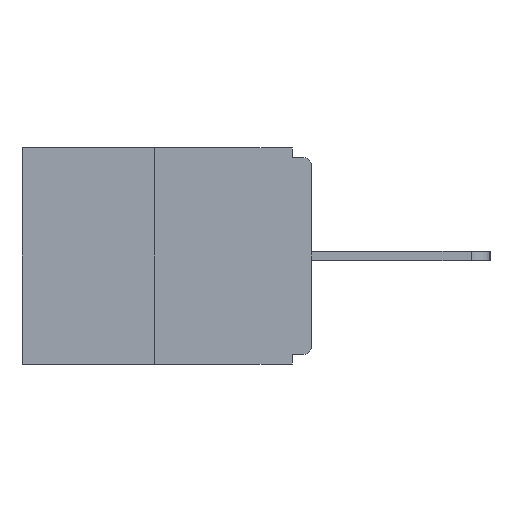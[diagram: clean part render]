
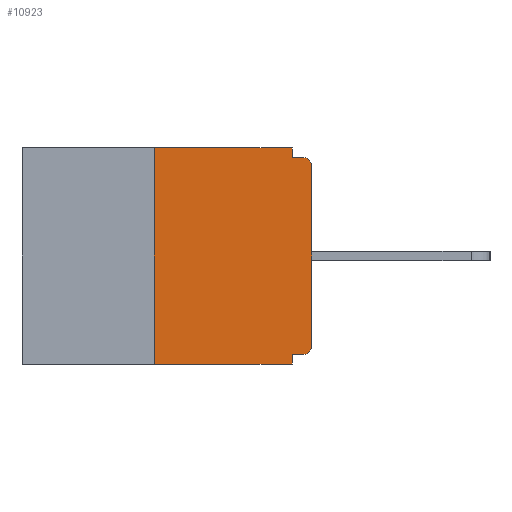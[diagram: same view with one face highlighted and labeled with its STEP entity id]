
A CAD part, left-side view. The second image highlights one B-rep face of the part: STEP entity #10923.
In plain terms, the highlighted planar face has unit normal (-1, 0, 0).
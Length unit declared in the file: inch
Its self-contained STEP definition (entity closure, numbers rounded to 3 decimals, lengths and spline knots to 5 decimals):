
#407 = FACE_OUTER_BOUND ( 'NONE', #13275, .T. ) ;
#561 = VECTOR ( 'NONE', #9747, 39.37008 ) ;
#1228 = VERTEX_POINT ( 'NONE', #21544 ) ;
#1596 = VECTOR ( 'NONE', #6098, 39.37008 ) ;
#1625 = ORIENTED_EDGE ( 'NONE', *, *, #5231, .T. ) ;
#1759 = CARTESIAN_POINT ( 'NONE',  ( 0., 0.015, -0.313 ) ) ;
#1880 = LINE ( 'NONE', #1996, #19517 ) ;
#1886 = DIRECTION ( 'NONE',  ( 0., -1., 0. ) ) ;
#1909 = EDGE_CURVE ( 'NONE', #18675, #1228, #18801, .T. ) ;
#1910 = CARTESIAN_POINT ( 'NONE',  ( 0., 0.031, -0.343 ) ) ;
#1996 = CARTESIAN_POINT ( 'NONE',  ( 0., 0., 0. ) ) ;
#2109 = CARTESIAN_POINT ( 'NONE',  ( 0., 0.015, -0.328 ) ) ;
#3160 = LINE ( 'NONE', #13919, #3669 ) ;
#3335 = CARTESIAN_POINT ( 'NONE',  ( 0., 0.25, 0. ) ) ;
#3590 = DIRECTION ( 'NONE',  ( 0., 0., -1. ) ) ;
#3669 = VECTOR ( 'NONE', #1886, 39.37008 ) ;
#3719 = ORIENTED_EDGE ( 'NONE', *, *, #16083, .F. ) ;
#3907 = AXIS2_PLACEMENT_3D ( 'NONE', #1759, #17170, #5648 ) ;
#3959 = CARTESIAN_POINT ( 'NONE',  ( 0., 0., -0.313 ) ) ;
#4492 = CARTESIAN_POINT ( 'NONE',  ( 0., 0.015, -0.015 ) ) ;
#4797 = ORIENTED_EDGE ( 'NONE', *, *, #9883, .T. ) ;
#4955 = CARTESIAN_POINT ( 'NONE',  ( 0., 0.031, 0. ) ) ;
#5097 = PLANE ( 'NONE',  #20981 ) ;
#5110 = CIRCLE ( 'NONE', #3907, 0.015 ) ;
#5231 = EDGE_CURVE ( 'NONE', #18675, #11757, #5110, .T. ) ;
#5648 = DIRECTION ( 'NONE',  ( 0., 0., -1. ) ) ;
#5957 = CARTESIAN_POINT ( 'NONE',  ( 0., 0.031, 0. ) ) ;
#6098 = DIRECTION ( 'NONE',  ( 0., 0., -1. ) ) ;
#6215 = DIRECTION ( 'NONE',  ( 0., -1., 0. ) ) ;
#6304 = EDGE_CURVE ( 'NONE', #12579, #15235, #19535, .T. ) ;
#6745 = LINE ( 'NONE', #1910, #19844 ) ;
#6774 = CARTESIAN_POINT ( 'NONE',  ( 0., 0., -0.015 ) ) ;
#7652 = EDGE_CURVE ( 'NONE', #12659, #12579, #10732, .T. ) ;
#8587 = CARTESIAN_POINT ( 'NONE',  ( 0., 0.46, 0. ) ) ;
#8836 = VECTOR ( 'NONE', #13682, 39.37008 ) ;
#9419 = ORIENTED_EDGE ( 'NONE', *, *, #6304, .F. ) ;
#9747 = DIRECTION ( 'NONE',  ( 0., 1., 0. ) ) ;
#9799 = CARTESIAN_POINT ( 'NONE',  ( 0., 0.015, -0.03 ) ) ;
#9883 = EDGE_CURVE ( 'NONE', #20087, #15235, #13398, .T. ) ;
#10090 = VERTEX_POINT ( 'NONE', #17255 ) ;
#10181 = CARTESIAN_POINT ( 'NONE',  ( 0., 0., -0.328 ) ) ;
#10336 = DIRECTION ( 'NONE',  ( 0., 0., -1. ) ) ;
#10510 = VECTOR ( 'NONE', #6215, 39.37008 ) ;
#10518 = ORIENTED_EDGE ( 'NONE', *, *, #7652, .F. ) ;
#10732 = LINE ( 'NONE', #5957, #1596 ) ;
#10923 = ADVANCED_FACE ( 'NONE', ( #407 ), #5097, .F. ) ;
#11380 = VECTOR ( 'NONE', #12347, 39.37008 ) ;
#11527 = DIRECTION ( 'NONE',  ( 0., 0., -1. ) ) ;
#11545 = ORIENTED_EDGE ( 'NONE', *, *, #1909, .F. ) ;
#11757 = VERTEX_POINT ( 'NONE', #3959 ) ;
#12065 = AXIS2_PLACEMENT_3D ( 'NONE', #9799, #21630, #11527 ) ;
#12347 = DIRECTION ( 'NONE',  ( 0., -1., 0. ) ) ;
#12579 = VERTEX_POINT ( 'NONE', #20075 ) ;
#12659 = VERTEX_POINT ( 'NONE', #4955 ) ;
#13275 = EDGE_LOOP ( 'NONE', ( #3719, #17473, #14005, #15102, #11545, #1625, #16445, #4797, #9419, #10518 ) ) ;
#13398 = CIRCLE ( 'NONE', #12065, 0.015 ) ;
#13429 = LINE ( 'NONE', #3335, #8836 ) ;
#13474 = EDGE_CURVE ( 'NONE', #1228, #10090, #6745, .T. ) ;
#13682 = DIRECTION ( 'NONE',  ( 0., 0., 1. ) ) ;
#13919 = CARTESIAN_POINT ( 'NONE',  ( 0., 0.46, 0. ) ) ;
#14005 = ORIENTED_EDGE ( 'NONE', *, *, #18041, .T. ) ;
#14045 = DIRECTION ( 'NONE',  ( 0., 0., 1. ) ) ;
#15024 = EDGE_CURVE ( 'NONE', #11757, #20087, #1880, .T. ) ;
#15102 = ORIENTED_EDGE ( 'NONE', *, *, #13474, .F. ) ;
#15235 = VERTEX_POINT ( 'NONE', #4492 ) ;
#16002 = LINE ( 'NONE', #19113, #11380 ) ;
#16083 = EDGE_CURVE ( 'NONE', #20629, #12659, #3160, .T. ) ;
#16445 = ORIENTED_EDGE ( 'NONE', *, *, #15024, .T. ) ;
#17170 = DIRECTION ( 'NONE',  ( -1., 0., 0. ) ) ;
#17255 = CARTESIAN_POINT ( 'NONE',  ( 0., 0.031, -0.343 ) ) ;
#17344 = CARTESIAN_POINT ( 'NONE',  ( 0., 0.25, -0.343 ) ) ;
#17473 = ORIENTED_EDGE ( 'NONE', *, *, #21331, .F. ) ;
#18041 = EDGE_CURVE ( 'NONE', #19162, #10090, #16002, .T. ) ;
#18675 = VERTEX_POINT ( 'NONE', #2109 ) ;
#18801 = LINE ( 'NONE', #10181, #561 ) ;
#19113 = CARTESIAN_POINT ( 'NONE',  ( 0., 0.46, -0.343 ) ) ;
#19162 = VERTEX_POINT ( 'NONE', #17344 ) ;
#19517 = VECTOR ( 'NONE', #14045, 39.37008 ) ;
#19535 = LINE ( 'NONE', #6774, #10510 ) ;
#19844 = VECTOR ( 'NONE', #3590, 39.37008 ) ;
#20075 = CARTESIAN_POINT ( 'NONE',  ( 0., 0.031, -0.015 ) ) ;
#20087 = VERTEX_POINT ( 'NONE', #21557 ) ;
#20179 = CARTESIAN_POINT ( 'NONE',  ( 0., 0.25, 0. ) ) ;
#20490 = DIRECTION ( 'NONE',  ( 1., 0., 0. ) ) ;
#20629 = VERTEX_POINT ( 'NONE', #20179 ) ;
#20981 = AXIS2_PLACEMENT_3D ( 'NONE', #8587, #20490, #10336 ) ;
#21331 = EDGE_CURVE ( 'NONE', #19162, #20629, #13429, .T. ) ;
#21544 = CARTESIAN_POINT ( 'NONE',  ( 0., 0.031, -0.328 ) ) ;
#21557 = CARTESIAN_POINT ( 'NONE',  ( 0., 0., -0.03 ) ) ;
#21630 = DIRECTION ( 'NONE',  ( -1., 0., 0. ) ) ;
